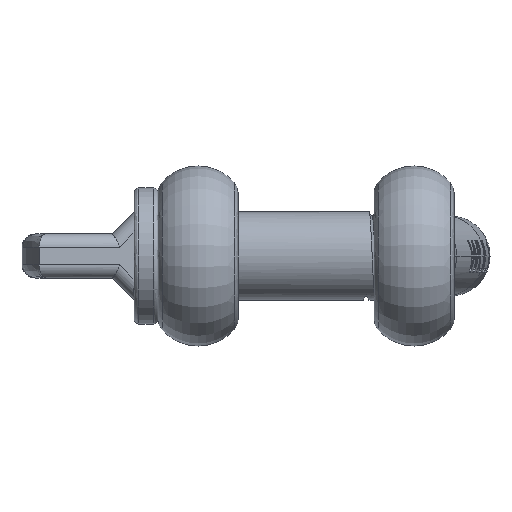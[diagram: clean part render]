
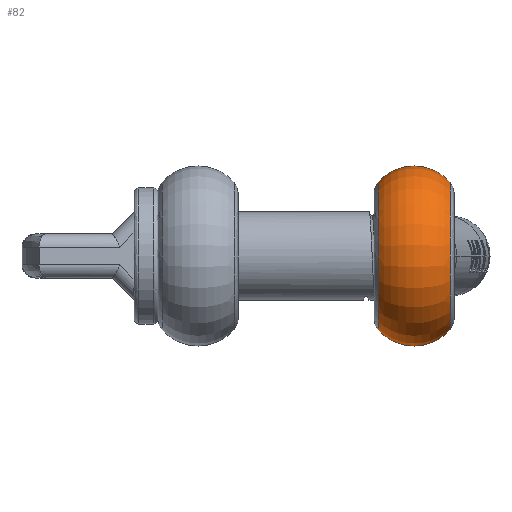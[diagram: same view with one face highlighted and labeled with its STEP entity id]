
A CAD part, front view. The second image highlights one B-rep face of the part: STEP entity #82.
In plain terms, the highlighted toroidal (fillet/blend) face has major radius 5.25 mm and minor radius 6 mm.
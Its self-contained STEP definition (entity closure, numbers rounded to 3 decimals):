
#82=ADVANCED_FACE('NONE',(#417),#418,.T.);
#417=FACE_OUTER_BOUND('',#1093,.T.);
#418=TOROIDAL_SURFACE('',#1094,5.25,6.);
#1093=EDGE_LOOP('',(#8025,#8026,#8027,#8028));
#1094=AXIS2_PLACEMENT_3D('',#8029,#8030,#8031);
#8025=ORIENTED_EDGE('',*,*,#10309,.F.);
#8026=ORIENTED_EDGE('',*,*,#10314,.T.);
#8027=ORIENTED_EDGE('',*,*,#10315,.T.);
#8028=ORIENTED_EDGE('',*,*,#10316,.T.);
#8029=CARTESIAN_POINT('',(13.5,0.,0.));
#8030=DIRECTION('',(1.0,-0.0,0.0));
#8031=DIRECTION('',(0.0,0.0,-1.0));
#10309=EDGE_CURVE('NONE',#11270,#11272,#11273,.T.);
#10314=EDGE_CURVE('NONE',#11270,#11281,#11282,.T.);
#10315=EDGE_CURVE('NONE',#11281,#11283,#11284,.T.);
#10316=EDGE_CURVE('NONE',#11283,#11272,#11285,.T.);
#11270=VERTEX_POINT('NONE',#13803);
#11272=VERTEX_POINT('NONE',#13805);
#11273=CIRCLE('',#13806,6.);
#11281=VERTEX_POINT('NONE',#13855);
#11282=CIRCLE('',#13856,9.219);
#11283=VERTEX_POINT('NONE',#13857);
#11284=CIRCLE('',#13858,6.);
#11285=CIRCLE('',#13859,9.219);
#13803=CARTESIAN_POINT('',(9.,0.,9.219));
#13805=CARTESIAN_POINT('',(18.,0.,9.219));
#13806=AXIS2_PLACEMENT_3D('',#20431,#20432,#20433);
#13855=CARTESIAN_POINT('',(9.,0.,-9.219));
#13856=AXIS2_PLACEMENT_3D('',#20437,#20438,#20439);
#13857=CARTESIAN_POINT('',(18.,0.,-9.219));
#13858=AXIS2_PLACEMENT_3D('',#20440,#20441,#20442);
#13859=AXIS2_PLACEMENT_3D('',#20443,#20444,#20445);
#20431=CARTESIAN_POINT('',(13.5,0.,5.25));
#20432=DIRECTION('',(-0.0,1.0,0.));
#20433=DIRECTION('',(0.0,0.,1.0));
#20437=CARTESIAN_POINT('',(9.,0.0,0.0));
#20438=DIRECTION('',(1.0,-0.0,0.0));
#20439=DIRECTION('',(0.0,0.,-1.0));
#20440=CARTESIAN_POINT('',(13.5,0.,-5.25));
#20441=DIRECTION('',(0.0,-1.0,0.0));
#20442=DIRECTION('',(0.0,0.0,-1.0));
#20443=CARTESIAN_POINT('',(18.,0.0,0.0));
#20444=DIRECTION('',(-1.0,0.0,0.0));
#20445=DIRECTION('',(0.0,0.,-1.0));
